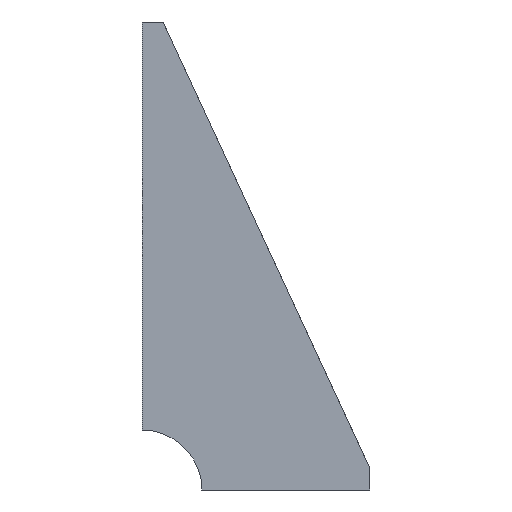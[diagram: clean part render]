
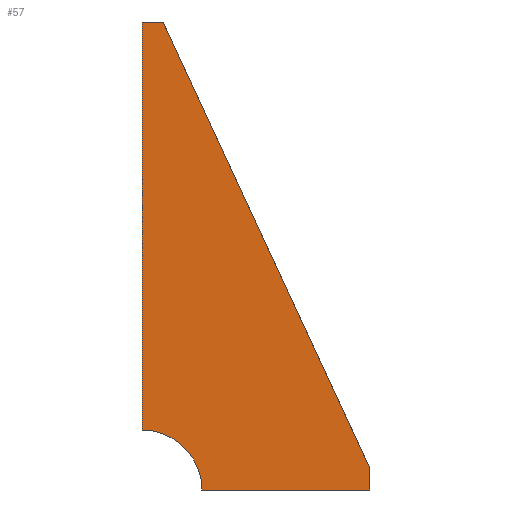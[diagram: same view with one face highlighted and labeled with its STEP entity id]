
A CAD part, left-side view. The second image highlights one B-rep face of the part: STEP entity #57.
In plain terms, the highlighted planar face has unit normal (-1, 0, 0).
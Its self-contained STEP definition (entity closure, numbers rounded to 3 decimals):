
#57=ADVANCED_FACE('',(#136),#137,.T.);
#136=FACE_OUTER_BOUND('',#236,.T.);
#137=PLANE('',#237);
#236=EDGE_LOOP('',(#355,#356,#357,#358,#359,#360));
#237=AXIS2_PLACEMENT_3D('',#361,#362,#363);
#355=ORIENTED_EDGE('',*,*,#617,.T.);
#356=ORIENTED_EDGE('',*,*,#618,.T.);
#357=ORIENTED_EDGE('',*,*,#619,.T.);
#358=ORIENTED_EDGE('',*,*,#620,.T.);
#359=ORIENTED_EDGE('',*,*,#621,.T.);
#360=ORIENTED_EDGE('',*,*,#601,.F.);
#361=CARTESIAN_POINT('',(-14.0,0.,0.));
#362=DIRECTION('',(-1.0,0.,0.));
#363=DIRECTION('',(0.,0.0,1.0));
#601=EDGE_CURVE('',#718,#719,#720,.T.);
#617=EDGE_CURVE('',#718,#748,#749,.T.);
#618=EDGE_CURVE('',#748,#750,#751,.T.);
#619=EDGE_CURVE('',#750,#752,#753,.T.);
#620=EDGE_CURVE('',#752,#754,#755,.T.);
#621=EDGE_CURVE('',#754,#719,#756,.T.);
#718=VERTEX_POINT('',#885);
#719=VERTEX_POINT('',#886);
#720=LINE('',#887,#888);
#748=VERTEX_POINT('',#930);
#749=CIRCLE('',#931,15.0);
#750=VERTEX_POINT('',#932);
#751=LINE('',#933,#934);
#752=VERTEX_POINT('',#935);
#753=LINE('',#936,#937);
#754=VERTEX_POINT('',#938);
#755=LINE('',#939,#940);
#756=LINE('',#941,#942);
#885=CARTESIAN_POINT('',(-14.0,0.,15.0));
#886=CARTESIAN_POINT('',(-14.0,0.,117.0));
#887=CARTESIAN_POINT('',(-14.0,0.,15.0));
#888=VECTOR('',#1102,102.0);
#930=CARTESIAN_POINT('',(-14.0,-15.0,0.));
#931=AXIS2_PLACEMENT_3D('',#1117,#1118,#1119);
#932=CARTESIAN_POINT('',(-14.0,-57.0,0.));
#933=CARTESIAN_POINT('',(-14.0,-15.0,0.));
#934=VECTOR('',#1120,42.0);
#935=CARTESIAN_POINT('',(-14.0,-57.0,5.3));
#936=CARTESIAN_POINT('',(-14.0,-57.0,0.));
#937=VECTOR('',#1121,5.3);
#938=CARTESIAN_POINT('',(-14.0,-5.3,117.0));
#939=CARTESIAN_POINT('',(-14.0,-57.0,5.3));
#940=VECTOR('',#1122,123.084);
#941=CARTESIAN_POINT('',(-14.0,-5.3,117.0));
#942=VECTOR('',#1123,5.3);
#1102=DIRECTION('',(0.,0.,1.0));
#1117=CARTESIAN_POINT('',(-14.0,0.,0.));
#1118=DIRECTION('',(1.0,0.,0.));
#1119=DIRECTION('',(0.,0.,1.0));
#1120=DIRECTION('',(0.,-1.0,0.0));
#1121=DIRECTION('',(0.,0.,1.0));
#1122=DIRECTION('',(0.,0.42,0.908));
#1123=DIRECTION('',(0.,1.0,0.0));
